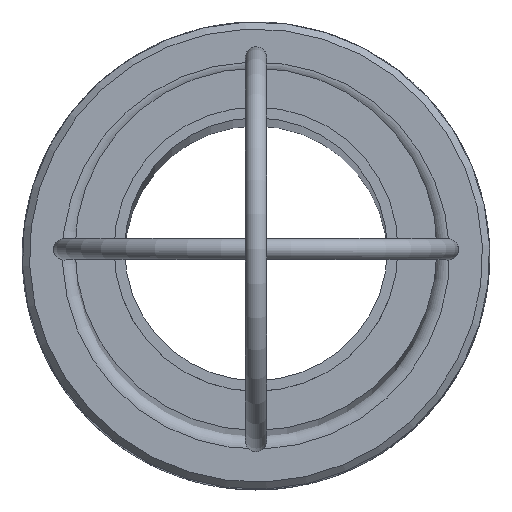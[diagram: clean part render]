
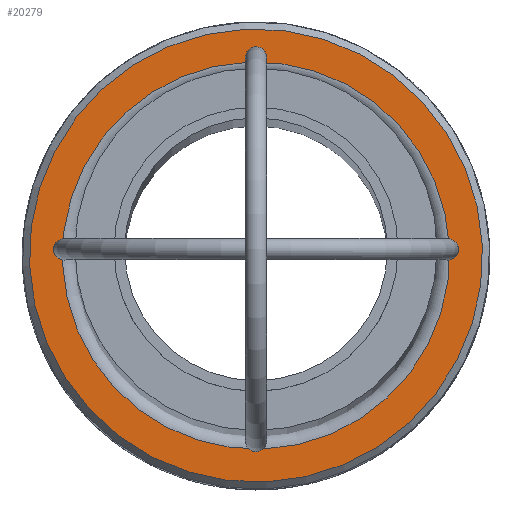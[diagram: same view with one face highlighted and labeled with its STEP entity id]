
A CAD part, top view. The second image highlights one B-rep face of the part: STEP entity #20279.
In plain terms, the highlighted planar face has unit normal (0, 0, 1).
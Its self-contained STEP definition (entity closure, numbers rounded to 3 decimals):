
#2399=FACE_BOUND('',#5204,.T.);
#3790=FACE_OUTER_BOUND('',#5203,.T.);
#5203=EDGE_LOOP('',(#18062));
#5204=EDGE_LOOP('',(#18063));
#7355=CIRCLE('',#23901,31.9);
#7356=CIRCLE('',#23903,27.25);
#9008=VERTEX_POINT('',#38597);
#9009=VERTEX_POINT('',#38601);
#12031=EDGE_CURVE('',#9008,#9008,#7355,.T.);
#12033=EDGE_CURVE('',#9009,#9009,#7356,.T.);
#18062=ORIENTED_EDGE('',*,*,#12031,.F.);
#18063=ORIENTED_EDGE('',*,*,#12033,.F.);
#18891=PLANE('',#23902);
#20279=ADVANCED_FACE('',(#3790,#2399),#18891,.T.);
#23901=AXIS2_PLACEMENT_3D('',#38598,#31811,#31812);
#23902=AXIS2_PLACEMENT_3D('',#38600,#31814,#31815);
#23903=AXIS2_PLACEMENT_3D('',#38602,#31816,#31817);
#31811=DIRECTION('center_axis',(0.,0.,-1.));
#31812=DIRECTION('ref_axis',(0.,-1.,0.));
#31814=DIRECTION('center_axis',(0.,0.,1.));
#31815=DIRECTION('ref_axis',(1.,0.,0.));
#31816=DIRECTION('center_axis',(0.,0.,1.));
#31817=DIRECTION('ref_axis',(1.,0.,0.));
#38597=CARTESIAN_POINT('',(0.,31.9,0.));
#38598=CARTESIAN_POINT('Origin',(0.,0.,0.));
#38600=CARTESIAN_POINT('Origin',(0.,27.25,0.));
#38601=CARTESIAN_POINT('',(-27.25,0.,0.));
#38602=CARTESIAN_POINT('Origin',(0.,0.,0.));
